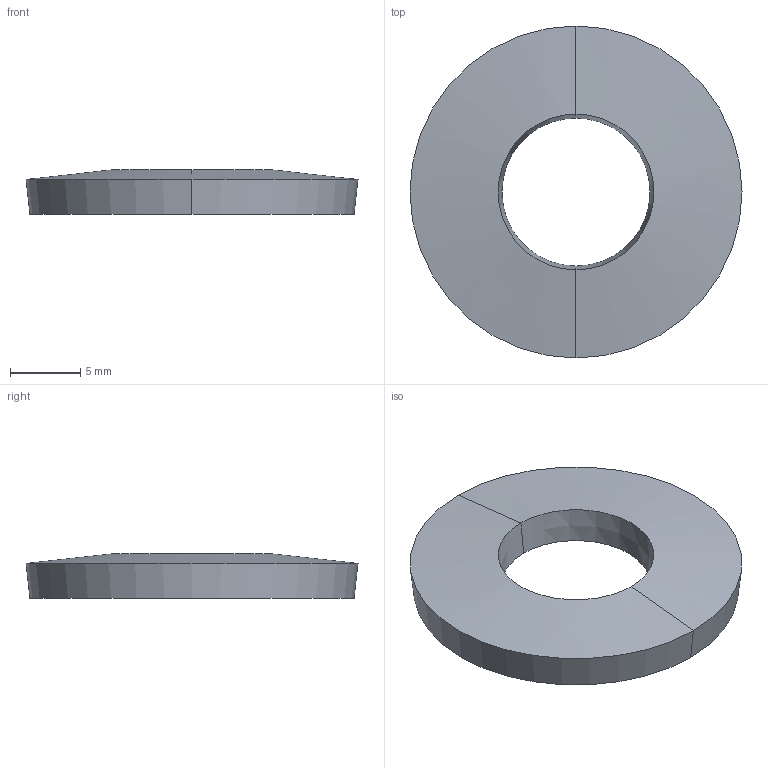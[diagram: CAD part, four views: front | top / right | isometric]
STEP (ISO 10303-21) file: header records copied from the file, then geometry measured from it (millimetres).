
FILE_DESCRIPTION(('STEP AP214'),'1');
FILE_NAME('cctmp_1BCC225C-AEAF-4942-9243-D5D2C90B3EC7_2023_03_29_09_44_38_0785..stp','2023-03-29T07:44:38',('SIEMENS A&D'),('CADClick - www.CADClick.com'),'Spatial InterOp 3D postprocessed',' ','unknown authorization');
FILE_SCHEMA(('AUTOMOTIVE_DESIGN'));
Length unit declared in the file: millimetre
Products named in the file (1): 2023_03_29_09_44_38_0782
Bounding box: 23.56 x 23.56 x 3.18 mm (x, y, z)
Volume: 841.1 mm3; surface area: 940.4 mm2
Topology: 1 solids, 1 shells, 8 faces, 16 edges, 8 vertices
Faces by surface type: cone 8
Entity records: 262 total; most frequent: DIRECTION 42, CARTESIAN_POINT 33, ORIENTED_EDGE 32, AXIS2_PLACEMENT_3D 17, EDGE_CURVE 16, STYLED_ITEM 9, PRESENTATION_STYLE_ASSIGNMENT 9, SURFACE_STYLE_USAGE 9
